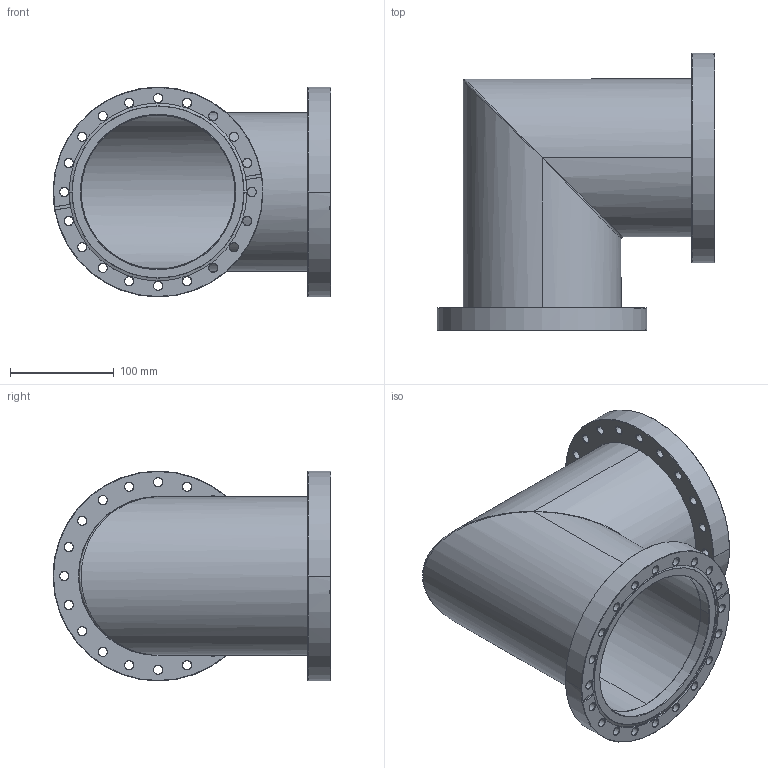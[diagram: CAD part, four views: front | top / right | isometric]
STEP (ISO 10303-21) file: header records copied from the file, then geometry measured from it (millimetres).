
FILE_DESCRIPTION (( 'STEP AP214' ), '1' );
FILE_NAME ('Hositrad_FE150-150-Elbow.STEP', '2015-12-08T13:55:05', ( '' ), ( '' ), 'SwSTEP 2.0', 'SolidWorks 2015', '' );
FILE_SCHEMA (( 'AUTOMOTIVE_DESIGN' ));
Length unit declared in the file: millimetre
Products named in the file (3): NW150CF-Weld_CF150-152; Elbow Mitred-All_Elbow Mitred 152,4; Hositrad_FE150-150-Elbow
Assembly tree (3 placements, depth 2):
  Hositrad_FE150-150-Elbow
    Elbow Mitred-All_Elbow Mitred 152,4
    NW150CF-Weld_CF150-152  x2
Bounding box: 267.9 x 267.9 x 202.4 mm (x, y, z)
Volume: 866124.6 mm3; surface area: 419968.7 mm2
Topology: 3 solids, 3 shells, 316 faces, 738 edges, 426 vertices
Faces by surface type: cone 186, cylinder 104, plane 24, bspline 2
Entity records: 5019 total; most frequent: CARTESIAN_POINT 999, DIRECTION 909, ORIENTED_EDGE 756, EDGE_CURVE 378, AXIS2_PLACEMENT_3D 373, VERTEX_POINT 219, EDGE_LOOP 209, CIRCLE 205
